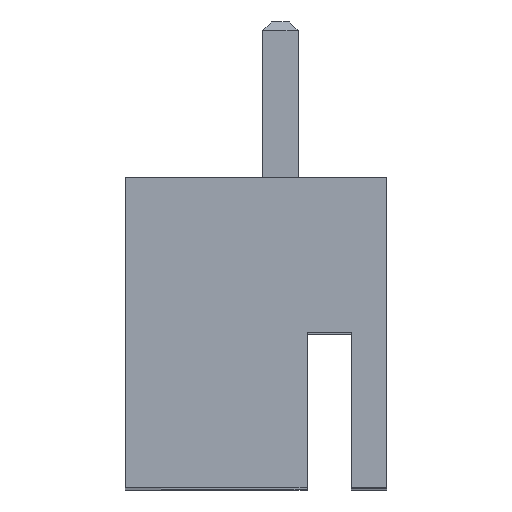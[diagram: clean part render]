
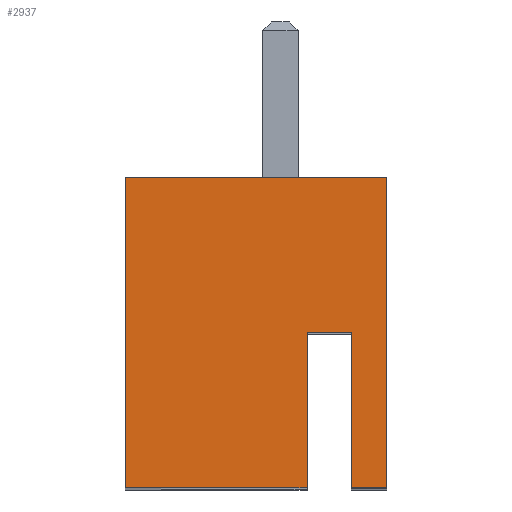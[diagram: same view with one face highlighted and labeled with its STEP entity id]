
A CAD part, top view. The second image highlights one B-rep face of the part: STEP entity #2937.
In plain terms, the highlighted planar face has unit normal (0, 0, 1).
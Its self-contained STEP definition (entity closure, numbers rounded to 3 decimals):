
#22=DIRECTION('',(-1.,0.,0.));
#23=VECTOR('',#22,5.9);
#24=CARTESIAN_POINT('',(2.4,0.,13.93));
#25=LINE('',#24,#23);
#258=DIRECTION('',(-1.,0.,0.));
#259=VECTOR('',#258,0.8);
#260=CARTESIAN_POINT('',(2.4,-7.,13.93));
#261=LINE('',#260,#259);
#322=DIRECTION('',(-1.,0.,0.));
#323=VECTOR('',#322,4.1);
#324=CARTESIAN_POINT('',(0.6,-7.,13.93));
#325=LINE('',#324,#323);
#378=DIRECTION('',(0.,-1.,0.));
#379=VECTOR('',#378,7.);
#380=CARTESIAN_POINT('',(-3.5,0.,13.93));
#381=LINE('',#380,#379);
#382=DIRECTION('',(-1.,0.,0.));
#383=VECTOR('',#382,1.);
#384=CARTESIAN_POINT('',(1.6,-3.5,13.93));
#385=LINE('',#384,#383);
#386=DIRECTION('',(0.,1.,0.));
#387=VECTOR('',#386,3.5);
#388=CARTESIAN_POINT('',(0.6,-7.,13.93));
#389=LINE('',#388,#387);
#390=DIRECTION('',(0.,-1.,0.));
#391=VECTOR('',#390,7.);
#392=CARTESIAN_POINT('',(2.4,0.,13.93));
#393=LINE('',#392,#391);
#394=DIRECTION('',(0.,1.,0.));
#395=VECTOR('',#394,3.5);
#396=CARTESIAN_POINT('',(1.6,-7.,13.93));
#397=LINE('',#396,#395);
#1883=CARTESIAN_POINT('',(2.4,0.,13.93));
#1885=VERTEX_POINT('',#1883);
#1886=CARTESIAN_POINT('',(-3.5,0.,13.93));
#1887=VERTEX_POINT('',#1886);
#1890=CARTESIAN_POINT('',(-3.5,-7.,13.93));
#1892=VERTEX_POINT('',#1890);
#1896=CARTESIAN_POINT('',(2.4,-7.,13.93));
#1897=VERTEX_POINT('',#1896);
#1942=CARTESIAN_POINT('',(0.6,-7.,13.93));
#1944=VERTEX_POINT('',#1942);
#1950=CARTESIAN_POINT('',(1.6,-3.5,13.93));
#1951=CARTESIAN_POINT('',(0.6,-3.5,13.93));
#1952=VERTEX_POINT('',#1950);
#1953=VERTEX_POINT('',#1951);
#1954=CARTESIAN_POINT('',(1.6,-7.,13.93));
#1955=VERTEX_POINT('',#1954);
#2921=CARTESIAN_POINT('',(2.4,0.,13.93));
#2922=DIRECTION('',(0.,0.,1.));
#2923=DIRECTION('',(-1.,0.,0.));
#2924=AXIS2_PLACEMENT_3D('',#2921,#2922,#2923);
#2925=PLANE('',#2924);
#2926=ORIENTED_EDGE('',*,*,#2660,.T.);
#2928=ORIENTED_EDGE('',*,*,#2927,.F.);
#2929=ORIENTED_EDGE('',*,*,#2806,.T.);
#2930=ORIENTED_EDGE('',*,*,#2907,.F.);
#2931=ORIENTED_EDGE('',*,*,#2457,.F.);
#2932=ORIENTED_EDGE('',*,*,#2592,.T.);
#2933=ORIENTED_EDGE('',*,*,#2731,.T.);
#2934=ORIENTED_EDGE('',*,*,#2854,.T.);
#2935=EDGE_LOOP('',(#2926,#2928,#2929,#2930,#2931,#2932,#2933,#2934));
#2936=FACE_OUTER_BOUND('',#2935,.F.);
#2457=EDGE_CURVE('',#1885,#1887,#25,.T.);
#2592=EDGE_CURVE('',#1885,#1897,#393,.T.);
#2660=EDGE_CURVE('',#1952,#1953,#385,.T.);
#2731=EDGE_CURVE('',#1897,#1955,#261,.T.);
#2806=EDGE_CURVE('',#1944,#1892,#325,.T.);
#2854=EDGE_CURVE('',#1955,#1952,#397,.T.);
#2907=EDGE_CURVE('',#1887,#1892,#381,.T.);
#2927=EDGE_CURVE('',#1944,#1953,#389,.T.);
#2937=ADVANCED_FACE('',(#2936),#2925,.T.);
